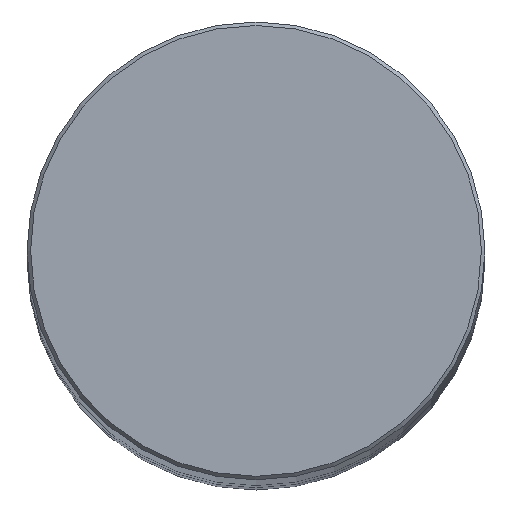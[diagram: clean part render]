
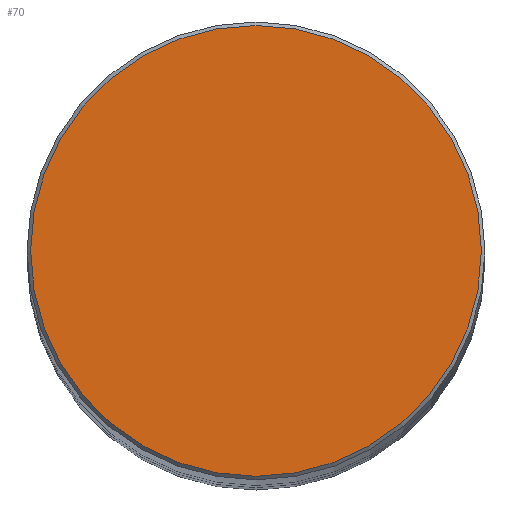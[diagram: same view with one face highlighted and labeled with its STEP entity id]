
A CAD part, top view. The second image highlights one B-rep face of the part: STEP entity #70.
In plain terms, the highlighted planar face has unit normal (0, 0, 1).
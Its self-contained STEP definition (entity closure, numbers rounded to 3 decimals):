
#70=ADVANCED_FACE('',(#85),#80,.T.);
#80=PLANE('',#169);
#85=FACE_OUTER_BOUND('',#90,.T.);
#90=EDGE_LOOP('',(#104));
#104=ORIENTED_EDGE('',*,*,#126,.F.);
#118=VERTEX_POINT('',#232);
#126=EDGE_CURVE('',#118,#118,#133,.T.);
#133=CIRCLE('',#168,50.013);
#168=AXIS2_PLACEMENT_3D('',#231,#193,#194);
#169=AXIS2_PLACEMENT_3D('',#233,#195,#196);
#193=DIRECTION('',(0.,0.,-1.));
#194=DIRECTION('',(-1.,0.,0.));
#195=DIRECTION('',(0.,0.,1.));
#196=DIRECTION('',(1.,0.,0.));
#231=CARTESIAN_POINT('',(0.,0.,711.2));
#232=CARTESIAN_POINT('',(-50.013,0.,711.2));
#233=CARTESIAN_POINT('',(50.013,0.,711.2));
